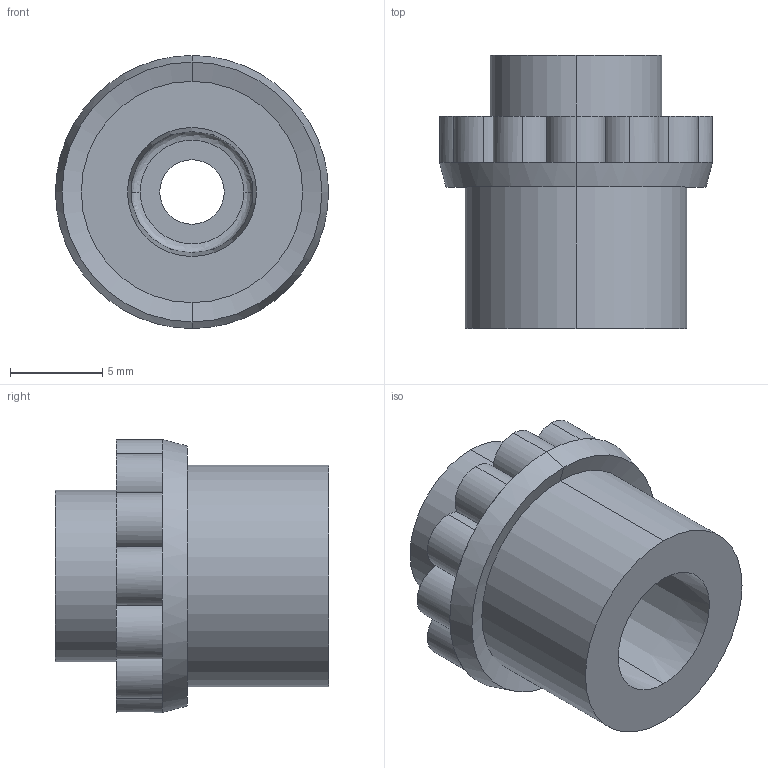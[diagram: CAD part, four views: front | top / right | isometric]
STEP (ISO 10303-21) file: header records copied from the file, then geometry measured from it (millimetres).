
FILE_DESCRIPTION (( 'STEP AP214' ), '1' );
FILE_NAME ('2032007.stp', '2017-06-06T06:10:46', ( '' ), ( '' ), 'SwSTEP 2.0', 'SolidWorks 2016', '' );
FILE_SCHEMA (( 'AUTOMOTIVE_DESIGN' ));
Length unit declared in the file: millimetre
Products named in the file (1): 2032007
Bounding box: 14.8 x 14.8 x 14.8 mm (x, y, z)
Volume: 1186 mm3; surface area: 1207.6 mm2
Topology: 1 solids, 1 shells, 47 faces, 110 edges, 67 vertices
Faces by surface type: cylinder 23, plane 16, cone 6, bspline 2
Entity records: 1523 total; most frequent: CARTESIAN_POINT 329, DIRECTION 279, ORIENTED_EDGE 220, AXIS2_PLACEMENT_3D 125, EDGE_CURVE 110, CIRCLE 79, VERTEX_POINT 67, EDGE_LOOP 51
